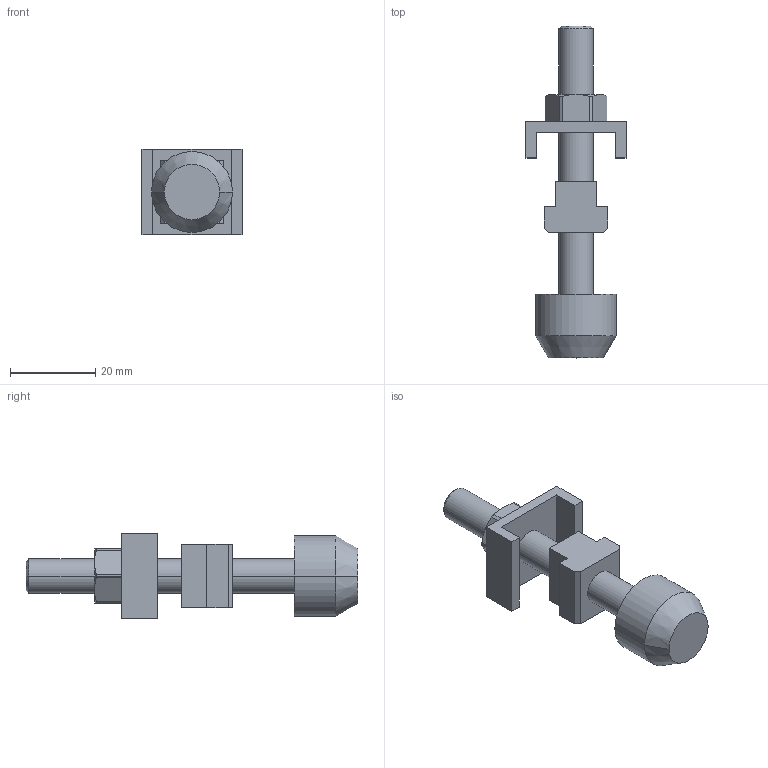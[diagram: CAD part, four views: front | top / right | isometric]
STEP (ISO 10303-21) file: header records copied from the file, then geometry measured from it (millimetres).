
FILE_DESCRIPTION(('STEP AP214'),'1');
FILE_NAME('HALDERN_EH_23330_9505.stp','2020-02-28T09:43:21',('TraceParts'),('TraceParts S.A.'),'Spatial InterOp 3D',' ',' ');
FILE_SCHEMA(('AUTOMOTIVE_DESIGN { 1 0 10303 214 1 1 1 1 }'));
Length unit declared in the file: millimetre
Products named in the file (1): HALDERN_EH_23330_9505_1
Bounding box: 23.5 x 78 x 20 mm (x, y, z)
Volume: 10688.1 mm3; surface area: 7135.2 mm2
Topology: 4 solids, 5 shells, 88 faces, 207 edges, 131 vertices
Faces by surface type: plane 42, cone 24, cylinder 22
Entity records: 3300 total; most frequent: CARTESIAN_POINT 526, DIRECTION 438, ORIENTED_EDGE 414, EDGE_CURVE 207, AXIS2_PLACEMENT_3D 163, VERTEX_POINT 131, LINE 112, VECTOR 112
